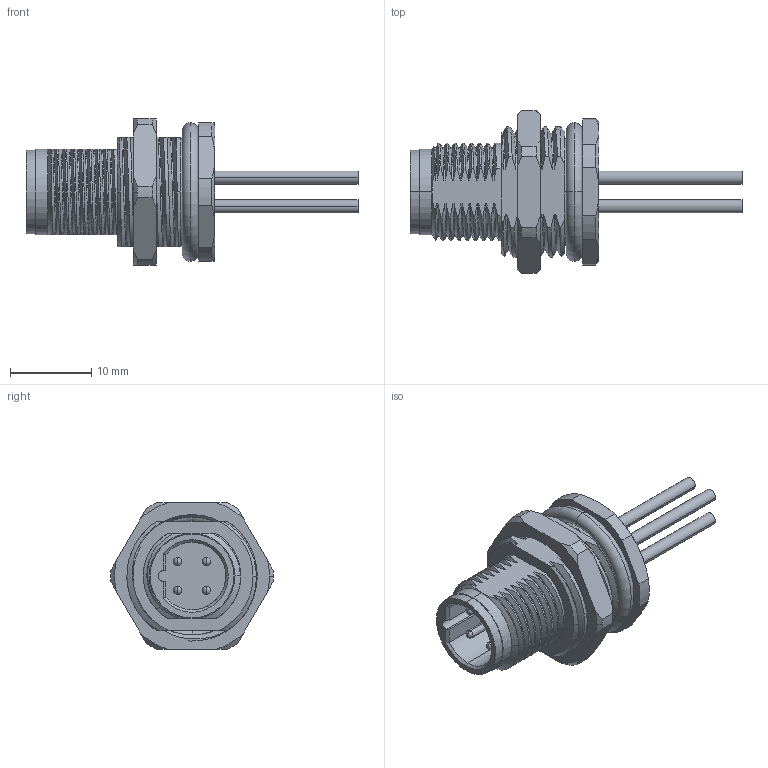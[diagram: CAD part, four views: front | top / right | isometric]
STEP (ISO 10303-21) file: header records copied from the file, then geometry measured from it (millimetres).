
FILE_DESCRIPTION (( 'STEP AP203' ), '1' );
FILE_NAME ('FCF4M12-SB04PSP0002-00.STEP', '2024-08-17T08:47:24', ( '' ), ( '' ), 'SwSTEP 2.0', 'SolidWorks 2021', '' );
FILE_SCHEMA (( 'CONFIG_CONTROL_DESIGN' ));
Products named in the file (1): FCF4M12-SB04PSP0002-00
Bounding box: 40.8 x 20 x 18 mm (x, y, z)
Volume: 3334.2 mm3; surface area: 4081 mm2
Topology: 3 solids, 9 shells, 331 faces, 854 edges, 538 vertices
Faces by surface type: cylinder 102, bspline 92, cone 68, plane 43, torus 18, sphere 8
Entity records: 31203 total; most frequent: CARTESIAN_POINT 23959, ORIENTED_EDGE 1676, DIRECTION 1192, EDGE_CURVE 838, VERTEX_POINT 530, AXIS2_PLACEMENT_3D 483, B_SPLINE_CURVE_WITH_KNOTS 367, EDGE_LOOP 352
